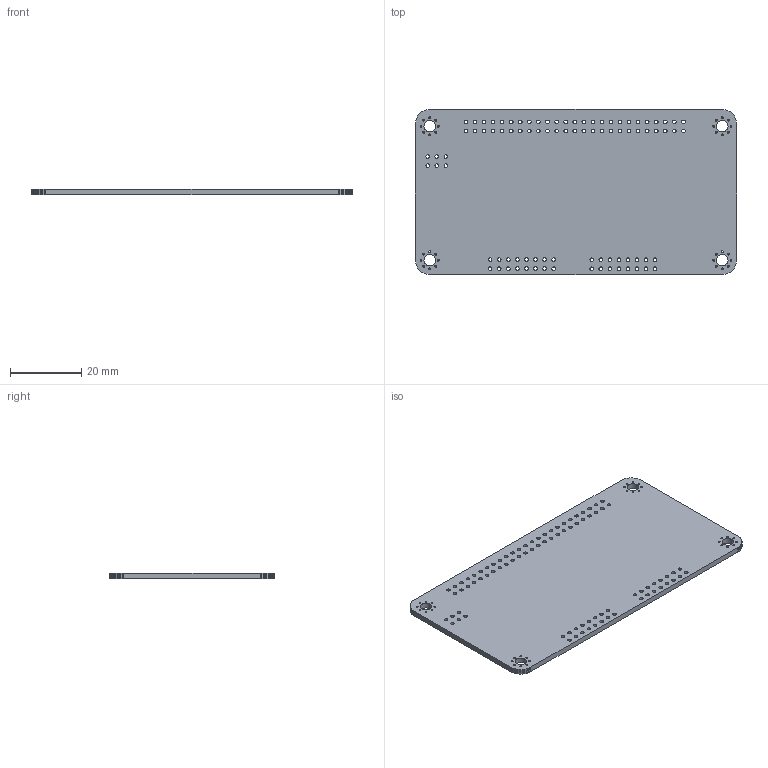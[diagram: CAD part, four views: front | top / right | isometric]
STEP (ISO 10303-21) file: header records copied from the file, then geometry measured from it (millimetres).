
FILE_DESCRIPTION(('KiCad electronic assembly'),'2;1');
FILE_NAME('mso5k-la-16ch.step','2023-08-16T21:56:41',('Pcbnew'),('Kicad' ),'Open CASCADE STEP processor 7.6','KiCad to STEP converter', 'Unknown');
FILE_SCHEMA(('AUTOMOTIVE_DESIGN { 1 0 10303 214 1 1 1 1 }'));
Length unit declared in the file: millimetre
Products named in the file (2): mso5k-la-16ch 1; mso5k-la-16ch PCB
Assembly tree (1 placements, depth 2):
  mso5k-la-16ch 1
    mso5k-la-16ch PCB
Bounding box: 90 x 46.24 x 1.58 mm (x, y, z)
Volume: 6383.7 mm3; surface area: 9080.1 mm2
Topology: 1 solids, 1 shells, 194 faces, 576 edges, 384 vertices
Faces by surface type: cylinder 124, plane 70
Full cylindrical faces by diameter (mm): 0.5 x32, 1 x88, 3.2 x4
Entity records: 15383 total; most frequent: CARTESIAN_POINT 3796, DIRECTION 2120, LINE 1232, VECTOR 1232, ORIENTED_EDGE 1152, PCURVE 1152, DEFINITIONAL_REPRESENTATION 1152, EDGE_CURVE 576
